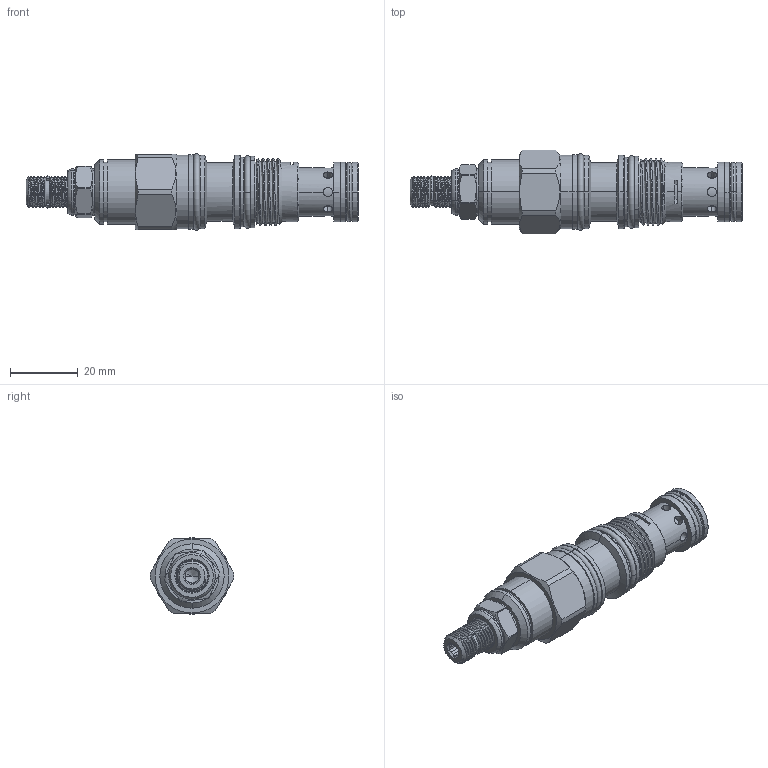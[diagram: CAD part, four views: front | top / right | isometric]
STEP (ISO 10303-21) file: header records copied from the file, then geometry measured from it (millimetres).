
FILE_DESCRIPTION (( 'STEP AP203' ), '1' );
FILE_NAME ('RV11A30-L.STEP', '2016-08-08T06:35:21', ( '' ), ( '' ), 'SwSTEP 2.0', 'SolidWorks 2012', '' );
FILE_SCHEMA (( 'CONFIG_CONTROL_DESIGN' ));
Length unit declared in the file: millimetre
Products named in the file (1): RV11A30-L
Bounding box: 98.01 x 24.79 x 22.55 mm (x, y, z)
Volume: 23614.2 mm3; surface area: 10720.6 mm2
Topology: 6 solids, 6 shells, 327 faces, 818 edges, 521 vertices
Faces by surface type: cylinder 177, plane 59, cone 49, torus 28, bspline 14
Entity records: 21712 total; most frequent: CARTESIAN_POINT 14386, ORIENTED_EDGE 1632, DIRECTION 1414, EDGE_CURVE 816, AXIS2_PLACEMENT_3D 580, VERTEX_POINT 521, EDGE_LOOP 357, FACE_OUTER_BOUND 327
